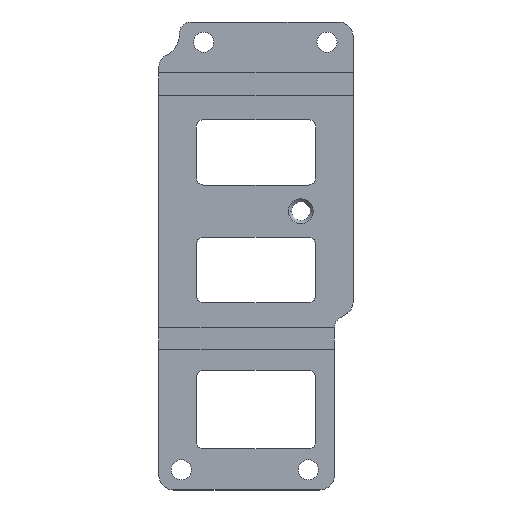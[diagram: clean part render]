
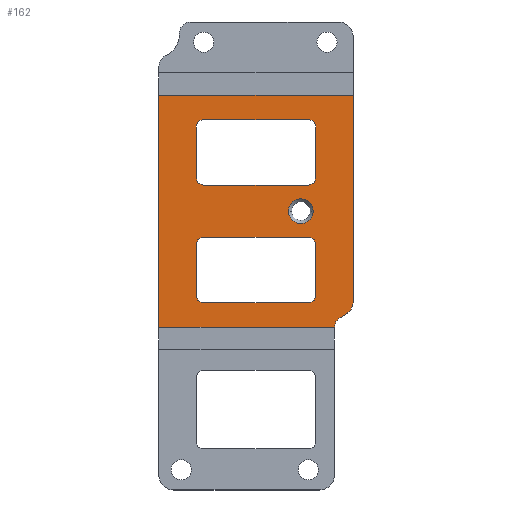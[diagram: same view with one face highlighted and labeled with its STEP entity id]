
A CAD part, top view. The second image highlights one B-rep face of the part: STEP entity #162.
In plain terms, the highlighted planar face has unit normal (0, 0, 1).
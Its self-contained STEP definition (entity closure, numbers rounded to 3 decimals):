
#36=FACE_BOUND('',#346,.T.);
#37=FACE_BOUND('',#347,.T.);
#38=FACE_BOUND('',#348,.T.);
#39=FACE_BOUND('',#349,.T.);
#88=CIRCLE('',#1465,1.);
#90=CIRCLE('',#1469,1.);
#92=CIRCLE('',#1473,1.);
#94=CIRCLE('',#1477,1.5);
#95=CIRCLE('',#1478,2.);
#96=CIRCLE('',#1479,1.65);
#97=CIRCLE('',#1480,1.65);
#98=CIRCLE('',#1481,1.);
#99=CIRCLE('',#1482,1.);
#100=CIRCLE('',#1483,1.);
#101=CIRCLE('',#1484,1.);
#102=CIRCLE('',#1485,1.);
#162=ADVANCED_FACE('',(#36,#37,#38,#39),#233,.F.);
#233=PLANE('',#1486);
#346=EDGE_LOOP('',(#472,#473,#474,#475,#476,#477,#478,#479));
#347=EDGE_LOOP('',(#480,#481));
#348=EDGE_LOOP('',(#482,#483,#484,#485,#486,#487,#488,#489));
#349=EDGE_LOOP('',(#490,#491,#492,#493,#494,#495,#496,#497));
#472=ORIENTED_EDGE('',*,*,#1008,.F.);
#473=ORIENTED_EDGE('',*,*,#1009,.F.);
#474=ORIENTED_EDGE('',*,*,#1010,.F.);
#475=ORIENTED_EDGE('',*,*,#1011,.T.);
#476=ORIENTED_EDGE('',*,*,#1012,.T.);
#477=ORIENTED_EDGE('',*,*,#1013,.T.);
#478=ORIENTED_EDGE('',*,*,#1014,.F.);
#479=ORIENTED_EDGE('',*,*,#1015,.F.);
#480=ORIENTED_EDGE('',*,*,#1016,.F.);
#481=ORIENTED_EDGE('',*,*,#1017,.F.);
#482=ORIENTED_EDGE('',*,*,#1002,.T.);
#483=ORIENTED_EDGE('',*,*,#1007,.T.);
#484=ORIENTED_EDGE('',*,*,#1018,.T.);
#485=ORIENTED_EDGE('',*,*,#986,.T.);
#486=ORIENTED_EDGE('',*,*,#990,.T.);
#487=ORIENTED_EDGE('',*,*,#993,.T.);
#488=ORIENTED_EDGE('',*,*,#996,.T.);
#489=ORIENTED_EDGE('',*,*,#999,.T.);
#490=ORIENTED_EDGE('',*,*,#1019,.T.);
#491=ORIENTED_EDGE('',*,*,#1020,.T.);
#492=ORIENTED_EDGE('',*,*,#1021,.T.);
#493=ORIENTED_EDGE('',*,*,#1022,.T.);
#494=ORIENTED_EDGE('',*,*,#1023,.T.);
#495=ORIENTED_EDGE('',*,*,#1024,.T.);
#496=ORIENTED_EDGE('',*,*,#1025,.T.);
#497=ORIENTED_EDGE('',*,*,#1026,.T.);
#852=VERTEX_POINT('',#2056);
#853=VERTEX_POINT('',#2057);
#856=VERTEX_POINT('',#2065);
#858=VERTEX_POINT('',#2071);
#860=VERTEX_POINT('',#2077);
#862=VERTEX_POINT('',#2083);
#864=VERTEX_POINT('',#2089);
#867=VERTEX_POINT('',#2097);
#868=VERTEX_POINT('',#2101);
#869=VERTEX_POINT('',#2102);
#870=VERTEX_POINT('',#2104);
#871=VERTEX_POINT('',#2106);
#872=VERTEX_POINT('',#2108);
#873=VERTEX_POINT('',#2110);
#874=VERTEX_POINT('',#2112);
#875=VERTEX_POINT('',#2114);
#876=VERTEX_POINT('',#2117);
#877=VERTEX_POINT('',#2118);
#878=VERTEX_POINT('',#2122);
#879=VERTEX_POINT('',#2123);
#880=VERTEX_POINT('',#2125);
#881=VERTEX_POINT('',#2127);
#882=VERTEX_POINT('',#2129);
#883=VERTEX_POINT('',#2131);
#884=VERTEX_POINT('',#2133);
#885=VERTEX_POINT('',#2135);
#986=EDGE_CURVE('',#852,#853,#1191,.T.);
#990=EDGE_CURVE('',#853,#856,#88,.T.);
#993=EDGE_CURVE('',#856,#858,#1196,.T.);
#996=EDGE_CURVE('',#858,#860,#90,.T.);
#999=EDGE_CURVE('',#860,#862,#1200,.T.);
#1002=EDGE_CURVE('',#862,#864,#92,.T.);
#1007=EDGE_CURVE('',#864,#867,#1206,.T.);
#1008=EDGE_CURVE('',#868,#869,#1207,.T.);
#1009=EDGE_CURVE('',#870,#868,#1208,.T.);
#1010=EDGE_CURVE('',#871,#870,#94,.T.);
#1011=EDGE_CURVE('',#871,#872,#1209,.T.);
#1012=EDGE_CURVE('',#872,#873,#95,.T.);
#1013=EDGE_CURVE('',#873,#874,#1210,.T.);
#1014=EDGE_CURVE('',#875,#874,#1211,.T.);
#1015=EDGE_CURVE('',#869,#875,#1212,.T.);
#1016=EDGE_CURVE('',#876,#877,#96,.T.);
#1017=EDGE_CURVE('',#877,#876,#97,.T.);
#1018=EDGE_CURVE('',#867,#852,#98,.T.);
#1019=EDGE_CURVE('',#878,#879,#99,.T.);
#1020=EDGE_CURVE('',#879,#880,#1213,.T.);
#1021=EDGE_CURVE('',#880,#881,#100,.T.);
#1022=EDGE_CURVE('',#881,#882,#1214,.T.);
#1023=EDGE_CURVE('',#882,#883,#101,.T.);
#1024=EDGE_CURVE('',#883,#884,#1215,.T.);
#1025=EDGE_CURVE('',#884,#885,#102,.T.);
#1026=EDGE_CURVE('',#885,#878,#1216,.T.);
#1191=LINE('',#2055,#1334);
#1196=LINE('',#2070,#1339);
#1200=LINE('',#2082,#1343);
#1206=LINE('',#2098,#1349);
#1207=LINE('',#2100,#1350);
#1208=LINE('',#2103,#1351);
#1209=LINE('',#2107,#1352);
#1210=LINE('',#2111,#1353);
#1211=LINE('',#2113,#1354);
#1212=LINE('',#2115,#1355);
#1213=LINE('',#2124,#1356);
#1214=LINE('',#2128,#1357);
#1215=LINE('',#2132,#1358);
#1216=LINE('',#2136,#1359);
#1334=VECTOR('',#1626,1.);
#1339=VECTOR('',#1639,1.);
#1343=VECTOR('',#1651,1.);
#1349=VECTOR('',#1665,1.);
#1350=VECTOR('',#1668,1.);
#1351=VECTOR('',#1669,1.);
#1352=VECTOR('',#1672,1.);
#1353=VECTOR('',#1675,1.);
#1354=VECTOR('',#1676,1.);
#1355=VECTOR('',#1677,1.);
#1356=VECTOR('',#1686,1.);
#1357=VECTOR('',#1689,1.);
#1358=VECTOR('',#1692,1.);
#1359=VECTOR('',#1695,1.);
#1465=AXIS2_PLACEMENT_3D('',#2064,#1632,#1633);
#1469=AXIS2_PLACEMENT_3D('',#2076,#1644,#1645);
#1473=AXIS2_PLACEMENT_3D('',#2088,#1656,#1657);
#1477=AXIS2_PLACEMENT_3D('',#2105,#1670,#1671);
#1478=AXIS2_PLACEMENT_3D('',#2109,#1673,#1674);
#1479=AXIS2_PLACEMENT_3D('',#2116,#1678,#1679);
#1480=AXIS2_PLACEMENT_3D('',#2119,#1680,#1681);
#1481=AXIS2_PLACEMENT_3D('',#2120,#1682,#1683);
#1482=AXIS2_PLACEMENT_3D('',#2121,#1684,#1685);
#1483=AXIS2_PLACEMENT_3D('',#2126,#1687,#1688);
#1484=AXIS2_PLACEMENT_3D('',#2130,#1690,#1691);
#1485=AXIS2_PLACEMENT_3D('',#2134,#1693,#1694);
#1486=AXIS2_PLACEMENT_3D('',#2137,#1696,#1697);
#1626=DIRECTION('',(-1.,0.,0.));
#1632=DIRECTION('',(0.,0.,-1.));
#1633=DIRECTION('',(0.,-1.,0.));
#1639=DIRECTION('',(0.,1.,0.));
#1644=DIRECTION('',(0.,0.,-1.));
#1645=DIRECTION('',(-1.,0.,0.));
#1651=DIRECTION('',(1.,0.,0.));
#1656=DIRECTION('',(0.,0.,-1.));
#1657=DIRECTION('',(0.,1.,0.));
#1665=DIRECTION('',(0.,-1.,0.));
#1668=DIRECTION('',(-1.,0.,0.));
#1669=DIRECTION('',(0.,1.,0.));
#1670=DIRECTION('',(0.,0.,1.));
#1671=DIRECTION('',(-0.5,0.866,0.));
#1672=DIRECTION('',(0.866,0.5,0.));
#1673=DIRECTION('',(0.,0.,1.));
#1674=DIRECTION('',(0.5,-0.866,0.));
#1675=DIRECTION('',(0.,1.,0.));
#1676=DIRECTION('',(1.,0.,0.));
#1677=DIRECTION('',(0.,1.,0.));
#1678=DIRECTION('',(0.,0.,1.));
#1679=DIRECTION('',(1.,0.,0.));
#1680=DIRECTION('',(0.,0.,1.));
#1681=DIRECTION('',(-1.,0.,0.));
#1682=DIRECTION('',(0.,0.,-1.));
#1683=DIRECTION('',(1.,0.,0.));
#1684=DIRECTION('',(0.,0.,-1.));
#1685=DIRECTION('',(1.,0.,0.));
#1686=DIRECTION('',(-1.,0.,0.));
#1687=DIRECTION('',(0.,0.,-1.));
#1688=DIRECTION('',(0.,-1.,0.));
#1689=DIRECTION('',(0.,1.,0.));
#1690=DIRECTION('',(0.,0.,-1.));
#1691=DIRECTION('',(-1.,0.,0.));
#1692=DIRECTION('',(1.,0.,0.));
#1693=DIRECTION('',(0.,0.,-1.));
#1694=DIRECTION('',(0.,1.,0.));
#1695=DIRECTION('',(0.,-1.,0.));
#1696=DIRECTION('',(0.,0.,-1.));
#1697=DIRECTION('',(0.,-1.,0.));
#2055=CARTESIAN_POINT('',(134.474,231.382,1.5));
#2056=CARTESIAN_POINT('',(134.474,231.382,1.5));
#2057=CARTESIAN_POINT('',(120.474,231.382,1.5));
#2064=CARTESIAN_POINT('',(120.474,232.382,1.5));
#2065=CARTESIAN_POINT('',(119.474,232.382,1.5));
#2070=CARTESIAN_POINT('',(119.474,232.382,1.5));
#2071=CARTESIAN_POINT('',(119.474,239.132,1.5));
#2076=CARTESIAN_POINT('',(120.474,239.132,1.5));
#2077=CARTESIAN_POINT('',(120.474,240.132,1.5));
#2082=CARTESIAN_POINT('',(120.474,240.132,1.5));
#2083=CARTESIAN_POINT('',(134.474,240.132,1.5));
#2088=CARTESIAN_POINT('',(134.474,239.132,1.5));
#2089=CARTESIAN_POINT('',(135.474,239.132,1.5));
#2097=CARTESIAN_POINT('',(135.474,232.382,1.5));
#2098=CARTESIAN_POINT('',(135.474,239.132,1.5));
#2100=CARTESIAN_POINT('',(137.974,212.35,1.5));
#2101=CARTESIAN_POINT('',(137.974,212.35,1.5));
#2102=CARTESIAN_POINT('',(114.474,212.35,1.5));
#2103=CARTESIAN_POINT('',(137.974,209.35,1.5));
#2104=CARTESIAN_POINT('',(137.974,212.323,1.5));
#2105=CARTESIAN_POINT('',(139.474,212.323,1.5));
#2106=CARTESIAN_POINT('',(138.724,213.622,1.5));
#2107=CARTESIAN_POINT('',(138.724,213.622,1.5));
#2108=CARTESIAN_POINT('',(139.474,214.055,1.5));
#2109=CARTESIAN_POINT('',(138.474,215.787,1.5));
#2110=CARTESIAN_POINT('',(140.474,215.787,1.5));
#2111=CARTESIAN_POINT('',(140.474,215.787,1.5));
#2112=CARTESIAN_POINT('',(140.474,243.413,1.5));
#2113=CARTESIAN_POINT('',(114.474,243.413,1.5));
#2114=CARTESIAN_POINT('',(114.474,243.413,1.5));
#2115=CARTESIAN_POINT('',(114.474,211.632,1.5));
#2116=CARTESIAN_POINT('',(133.474,227.882,1.5));
#2117=CARTESIAN_POINT('',(135.124,227.882,1.5));
#2118=CARTESIAN_POINT('',(131.824,227.882,1.5));
#2119=CARTESIAN_POINT('',(133.474,227.882,1.5));
#2120=CARTESIAN_POINT('',(134.474,232.382,1.5));
#2121=CARTESIAN_POINT('',(134.474,216.632,1.5));
#2122=CARTESIAN_POINT('',(135.474,216.632,1.5));
#2123=CARTESIAN_POINT('',(134.474,215.632,1.5));
#2124=CARTESIAN_POINT('',(134.474,215.632,1.5));
#2125=CARTESIAN_POINT('',(120.474,215.632,1.5));
#2126=CARTESIAN_POINT('',(120.474,216.632,1.5));
#2127=CARTESIAN_POINT('',(119.474,216.632,1.5));
#2128=CARTESIAN_POINT('',(119.474,216.632,1.5));
#2129=CARTESIAN_POINT('',(119.474,223.382,1.5));
#2130=CARTESIAN_POINT('',(120.474,223.382,1.5));
#2131=CARTESIAN_POINT('',(120.474,224.382,1.5));
#2132=CARTESIAN_POINT('',(120.474,224.382,1.5));
#2133=CARTESIAN_POINT('',(134.474,224.382,1.5));
#2134=CARTESIAN_POINT('',(134.474,223.382,1.5));
#2135=CARTESIAN_POINT('',(135.474,223.382,1.5));
#2136=CARTESIAN_POINT('',(135.474,223.382,1.5));
#2137=CARTESIAN_POINT('',(114.474,211.632,1.5));
